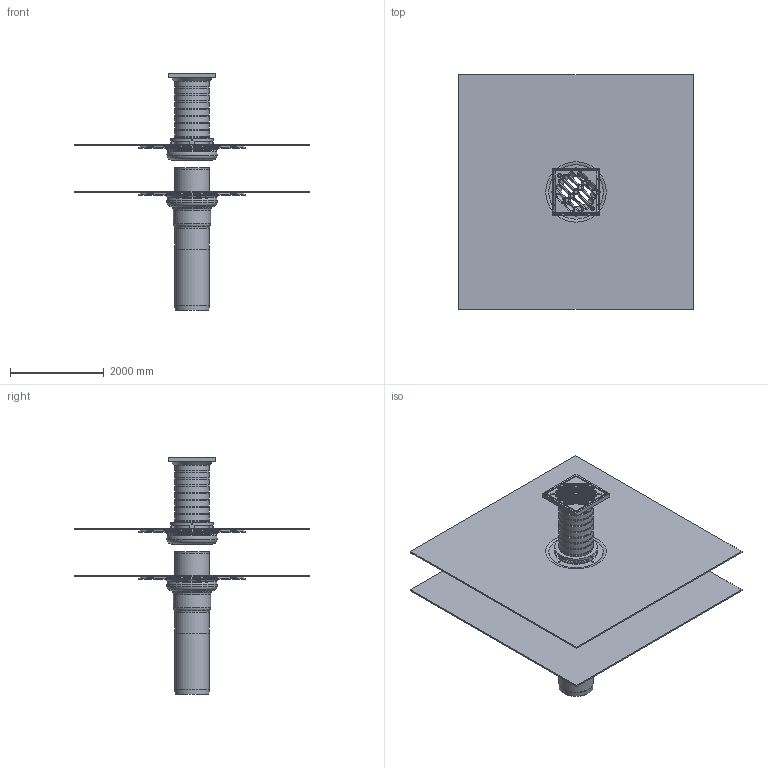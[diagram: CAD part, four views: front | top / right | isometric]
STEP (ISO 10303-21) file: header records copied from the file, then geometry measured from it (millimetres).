
FILE_DESCRIPTION(/* description */ (''),/* implementation_level */ '2;1');
FILE_NAME(/* name */ '15282.070X_3D.stp',/* time_stamp */ '2024-12-11T14:56:18+01:00',/* author */ ('CAD'),/* organization */ (''),/* preprocessor_version */ 'ST-DEVELOPER v20',/* originating_system */ 'AutoCAD Mechanical',/* authorisation */ '');
FILE_SCHEMA (('AUTOMOTIVE_DESIGN { 1 0 10303 214 3 1 1 }'));
Length unit declared in the file: centimetre
Products named in the file (2): Product; *S0
Assembly tree (1 placements, depth 2):
  Product
    *S0
Bounding box: 5000 x 5000 x 5037.7 mm (x, y, z)
Volume: 2042279817.3 mm3; surface area: 153650234.1 mm2
Topology: 15 solids, 15 shells, 639 faces, 1544 edges, 971 vertices
Faces by surface type: cylinder 204, plane 189, torus 144, cone 84, sphere 16, bspline 2
Full cylindrical faces by diameter (mm): 20 x16, 35 x2, 85 x2, 698 x3, 720 x8, 730 x13, 736 x1, 763 x1, 770 x5, 795 x1, 810 x3, 885 x2, 900 x1, 901 x2, 905 x2, 953.818 x2, 965 x4
Entity records: 20640 total; most frequent: CARTESIAN_POINT 4913, DIRECTION 3575, ORIENTED_EDGE 3086, EDGE_CURVE 1543, AXIS2_PLACEMENT_3D 1483, VERTEX_POINT 969, CIRCLE 841, EDGE_LOOP 758
